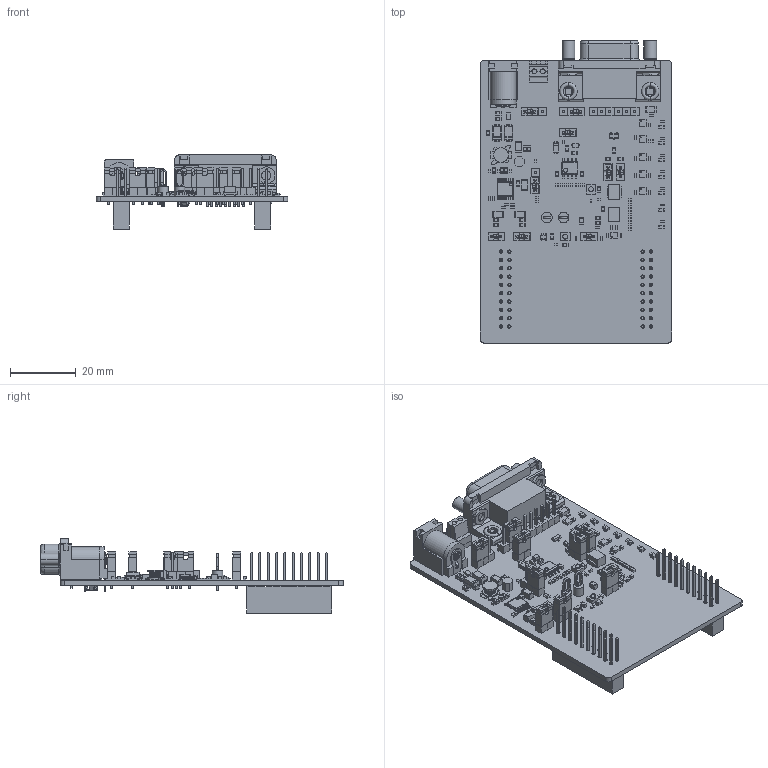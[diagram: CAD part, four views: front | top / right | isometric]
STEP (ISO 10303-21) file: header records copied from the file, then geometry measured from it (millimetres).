
FILE_DESCRIPTION(('Open CASCADE Model'),'2;1');
FILE_NAME('Open CASCADE Shape Model','2020-06-09T09:48:28',('Author'),( 'Open CASCADE'),'Open CASCADE STEP processor 6.8','Open CASCADE 6.8' ,'Unknown');
FILE_SCHEMA(('AUTOMOTIVE_DESIGN { 1 0 10303 214 1 1 1 1 }'));
Length unit declared in the file: millimetre
Products named in the file (342): PCB; Board; Q1; 6491947840; Extruded; 5811254272; R62; 5811256768; 5811256960; R61; 5811253888; 5811253696; R60; R59; R58; SH-J9; 60900213421; 60900213421_1; 60900213421_2; SH-J8; SH-J7; SH-J6; SH-J5; SH-J4; SH-J3; SH-J2; SH-J1; R57; U2; RGY0020C; BODY-QFN_AF0; FRAME-RGY0020C_AF0; Open CASCADE STEP translator 6.8 1.18.1.2.1; Open CASCADE STEP translator 6.8 1.18.1.2.2; Open CASCADE STEP translator 6.8 1.18.1.2.3; Open CASCADE STEP translator 6.8 1.18.1.2.4; Open CASCADE STEP translator 6.8 1.18.1.2.5; Open CASCADE STEP translator 6.8 1.18.1.2.6; Open CASCADE STEP translator 6.8 1.18.1.2.7; Open CASCADE STEP translator 6.8 1.18.1.2.8 ...
Assembly tree (693 placements, depth 6):
  PCB
    Board
    Q1
      6491947840
        Extruded
      5811254272
        Extruded
    R62
      5811256768
        Extruded
      5811256960  x2
        Extruded
    R61
      5811253888  x2
        Extruded
      5811253696
        Extruded
    R60
      5811253888  x2
        Extruded
      5811253696
        Extruded
    R59
      5811253888  x2
        Extruded
      5811253696
        Extruded
    R58
      5811256960  x2
        Extruded
      5811256768
        Extruded
    SH-J9
      60900213421
        60900213421_1
        60900213421_2
    SH-J8
      60900213421
        60900213421_1
        60900213421_2
    SH-J7
      60900213421
        60900213421_1
        60900213421_2
    SH-J6
      60900213421
        60900213421_1
        60900213421_2
    SH-J5
      60900213421
        60900213421_1
        60900213421_2
    SH-J4
      60900213421
        60900213421_1
        60900213421_2
    SH-J3
      60900213421
        60900213421_1
        60900213421_2
Bounding box: 58.42 x 92.25 x 22.64 mm (x, y, z)
Volume: 15324.3 mm3; surface area: 25993.4 mm2
Topology: 513 solids, 515 shells, 6587 faces, 15928 edges, 10431 vertices
Faces by surface type: plane 5560, cylinder 959, bspline 26, sphere 20, torus 18, cone 4
Full cylindrical faces by diameter (mm): 1.016 x27, 1.02 x40, 1.04 x9, 1.3 x2, 1.5 x2, 1.6 x2, 2.5 x1, 3.17 x2, 3.2 x2, 4.5 x2
Entity records: 94474 total; most frequent: CARTESIAN_POINT 15749, DIRECTION 13995, ORIENTED_EDGE 13098, EDGE_CURVE 6549, LINE 5365, VECTOR 5365, AXIS2_PLACEMENT_3D 4315, VERTEX_POINT 4293
